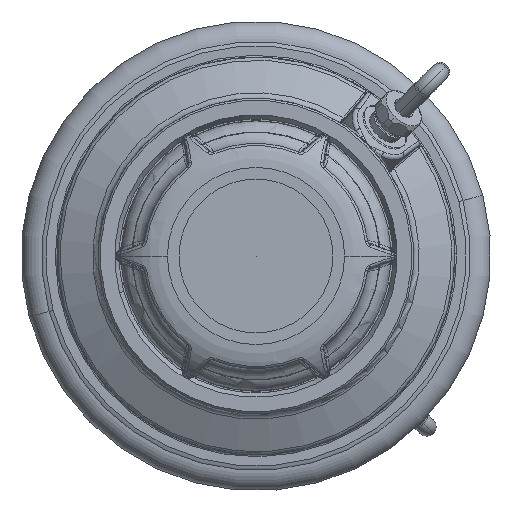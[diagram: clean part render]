
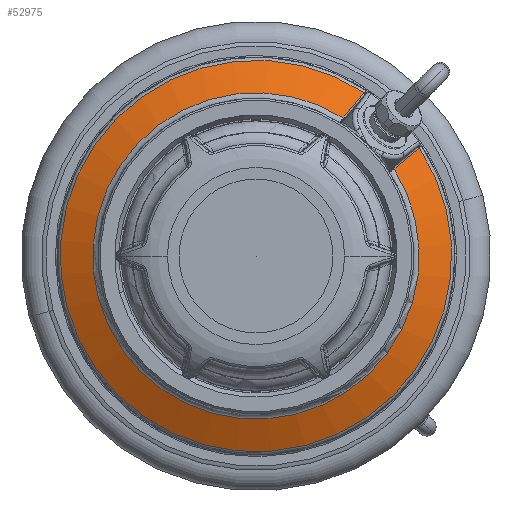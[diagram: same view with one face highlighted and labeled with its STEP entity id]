
A CAD part, front view. The second image highlights one B-rep face of the part: STEP entity #52975.
In plain terms, the highlighted spherical face has radius 108 mm.
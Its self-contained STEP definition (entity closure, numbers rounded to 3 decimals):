
#9562=CARTESIAN_POINT('',(0.,-170.437,0.));
#9563=DIRECTION('',(0.,-1.,0.));
#9564=DIRECTION('',(0.553,0.,0.833));
#9565=AXIS2_PLACEMENT_3D('',#9562,#9563,#9564);
#9676=CARTESIAN_POINT('',(28.864,-170.437,43.461));
#9812=CARTESIAN_POINT('',(0.,-174.73,0.));
#9813=DIRECTION('',(0.,1.,0.));
#9814=DIRECTION('',(0.845,0.,0.534));
#9815=AXIS2_PLACEMENT_3D('',#9812,#9813,#9814);
#9863=CARTESIAN_POINT('',(36.771,-174.73,23.228));
#9864=CARTESIAN_POINT('',(37.339,-174.406,23.71));
#9865=CARTESIAN_POINT('',(38.47,-173.74,24.668));
#9866=CARTESIAN_POINT('',(40.151,-172.691,26.087));
#9867=CARTESIAN_POINT('',(41.815,-171.593,27.487));
#9868=CARTESIAN_POINT('',(42.915,-170.828,28.407));
#9869=CARTESIAN_POINT('',(43.461,-170.437,28.864));
#9884=CARTESIAN_POINT('',(28.864,-170.437,43.461));
#9885=CARTESIAN_POINT('',(28.407,-170.828,42.915));
#9886=CARTESIAN_POINT('',(27.487,-171.593,41.815));
#9887=CARTESIAN_POINT('',(26.087,-172.691,40.151));
#9888=CARTESIAN_POINT('',(24.668,-173.74,38.47));
#9889=CARTESIAN_POINT('',(23.71,-174.406,37.339));
#9890=CARTESIAN_POINT('',(23.228,-174.73,36.771));
#21577=CARTESIAN_POINT('',(43.461,-170.437,
28.864));
#38408=VERTEX_POINT('',#21577);
#38410=VERTEX_POINT('',#9863);
#38423=VERTEX_POINT('',#9676);
#38425=VERTEX_POINT('',#9890);
#52963=CARTESIAN_POINT('',(0.,-75.875,0.));
#52964=DIRECTION('',(0.,-1.,0.));
#52965=DIRECTION('',(0.966,0.,0.259));
#52966=AXIS2_PLACEMENT_3D('',#52963,#52964,#52965);
#52967=SPHERICAL_SURFACE('',#52966,108.);
#52968=ORIENTED_EDGE('',*,*,#52954,.T.);
#52969=ORIENTED_EDGE('',*,*,#52547,.F.);
#52971=ORIENTED_EDGE('',*,*,#52970,.T.);
#52972=ORIENTED_EDGE('',*,*,#52876,.F.);
#52973=EDGE_LOOP('',(#52968,#52969,#52971,#52972));
#52974=FACE_OUTER_BOUND('',#52973,.F.);
#52975=ADVANCED_FACE('',(#52974),#52967,.T.);
#9566=CIRCLE('',#9565,52.173);
#9816=CIRCLE('',#9815,43.493);
#9870=B_SPLINE_CURVE_WITH_KNOTS('',3,(#9863,#9864,#9865,#9866,#9867,#9868,
#9869),.UNSPECIFIED.,.F.,.F.,(4,1,1,1,4),(0.,0.25,0.5,0.75,1.),
.UNSPECIFIED.);
#9891=B_SPLINE_CURVE_WITH_KNOTS('',3,(#9884,#9885,#9886,#9887,#9888,#9889,
#9890),.UNSPECIFIED.,.F.,.F.,(4,1,1,1,4),(0.,0.25,0.5,0.75,1.),
.UNSPECIFIED.);
#52547=EDGE_CURVE('',#38423,#38408,#9566,.T.);
#52876=EDGE_CURVE('',#38410,#38425,#9816,.T.);
#52954=EDGE_CURVE('',#38410,#38408,#9870,.T.);
#52970=EDGE_CURVE('',#38423,#38425,#9891,.T.);
